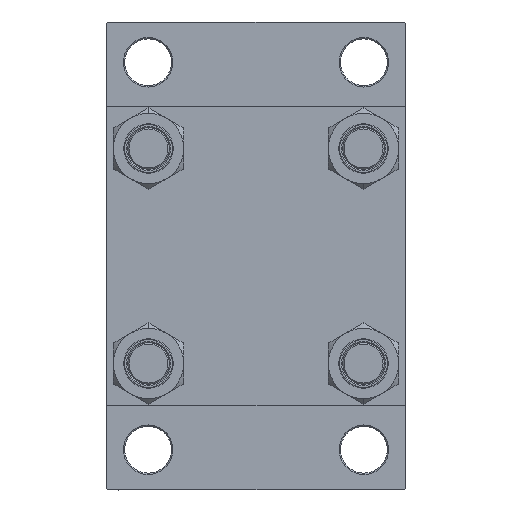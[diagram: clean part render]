
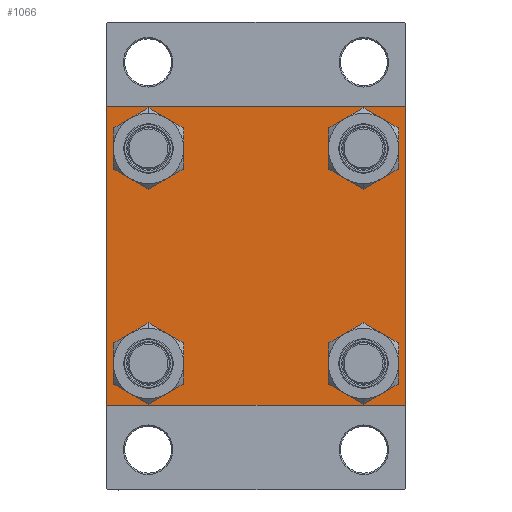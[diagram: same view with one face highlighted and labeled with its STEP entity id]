
A CAD part, left-side view. The second image highlights one B-rep face of the part: STEP entity #1066.
In plain terms, the highlighted planar face has unit normal (-1, 0, 0).
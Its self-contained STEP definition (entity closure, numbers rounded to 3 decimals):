
#42 = ORIENTED_EDGE ( 'NONE', *, *, #26827, .T. ) ;
#284 = VECTOR ( 'NONE', #16212, 1000. ) ;
#305 = CARTESIAN_POINT ( 'NONE',  ( 0., 57.5, -57.5 ) ) ;
#366 = DIRECTION ( 'NONE',  ( 0., -0.707, -0.707 ) ) ;
#708 = CIRCLE ( 'NONE', #33811, 8.5 ) ;
#965 = VERTEX_POINT ( 'NONE', #39116 ) ;
#1066 = ADVANCED_FACE ( 'NONE', ( #5622, #20325, #35013, #27794, #38879 ), #5850, .T. ) ;
#1207 = ORIENTED_EDGE ( 'NONE', *, *, #3231, .T. ) ;
#1948 = VERTEX_POINT ( 'NONE', #18695 ) ;
#2512 = CIRCLE ( 'NONE', #36367, 8.5 ) ;
#2896 = AXIS2_PLACEMENT_3D ( 'NONE', #8464, #37873, #27033 ) ;
#3129 = VECTOR ( 'NONE', #27435, 1000. ) ;
#3231 = EDGE_CURVE ( 'NONE', #13006, #35617, #708, .T. ) ;
#3284 = CARTESIAN_POINT ( 'NONE',  ( 0., -57.5, -57. ) ) ;
#3469 = CARTESIAN_POINT ( 'NONE',  ( 0., -41.35, -41.35 ) ) ;
#3647 = AXIS2_PLACEMENT_3D ( 'NONE', #3469, #25419, #14806 ) ;
#4208 = ORIENTED_EDGE ( 'NONE', *, *, #8496, .F. ) ;
#4209 = LINE ( 'NONE', #36756, #13261 ) ;
#4392 = CIRCLE ( 'NONE', #3647, 8.5 ) ;
#4444 = ORIENTED_EDGE ( 'NONE', *, *, #24753, .T. ) ;
#4734 = VECTOR ( 'NONE', #39977, 1000. ) ;
#4957 = EDGE_CURVE ( 'NONE', #23064, #30162, #42604, .T. ) ;
#5248 = CARTESIAN_POINT ( 'NONE',  ( 0., 57.5, 57.5 ) ) ;
#5622 = FACE_BOUND ( 'NONE', #45512, .T. ) ;
#5850 = PLANE ( 'NONE',  #34536 ) ;
#5912 = CARTESIAN_POINT ( 'NONE',  ( 0., 57.5, -57. ) ) ;
#6078 = DIRECTION ( 'NONE',  ( 0., 0., -1. ) ) ;
#6188 = DIRECTION ( 'NONE',  ( 0., 0., 1. ) ) ;
#6413 = DIRECTION ( 'NONE',  ( 1., 0., 0. ) ) ;
#6994 = EDGE_CURVE ( 'NONE', #35617, #13006, #46272, .T. ) ;
#7101 = AXIS2_PLACEMENT_3D ( 'NONE', #25023, #29110, #7403 ) ;
#7403 = DIRECTION ( 'NONE',  ( 0., 0., 1. ) ) ;
#7423 = ORIENTED_EDGE ( 'NONE', *, *, #9497, .T. ) ;
#7563 = DIRECTION ( 'NONE',  ( 1., 0., 0. ) ) ;
#8142 = ORIENTED_EDGE ( 'NONE', *, *, #32352, .T. ) ;
#8464 = CARTESIAN_POINT ( 'NONE',  ( 0., -41.35, 41.35 ) ) ;
#8496 = EDGE_CURVE ( 'NONE', #28197, #27327, #32996, .T. ) ;
#8853 = DIRECTION ( 'NONE',  ( 1., 0., 0. ) ) ;
#9497 = EDGE_CURVE ( 'NONE', #30162, #1948, #4209, .T. ) ;
#10247 = EDGE_LOOP ( 'NONE', ( #10804, #44753 ) ) ;
#10300 = EDGE_CURVE ( 'NONE', #31497, #28249, #26249, .T. ) ;
#10409 = ORIENTED_EDGE ( 'NONE', *, *, #6994, .T. ) ;
#10804 = ORIENTED_EDGE ( 'NONE', *, *, #13565, .T. ) ;
#11650 = DIRECTION ( 'NONE',  ( 0., 0., 1. ) ) ;
#11734 = CIRCLE ( 'NONE', #7101, 8.5 ) ;
#13000 = DIRECTION ( 'NONE',  ( 1., 0., 0. ) ) ;
#13006 = VERTEX_POINT ( 'NONE', #35156 ) ;
#13261 = VECTOR ( 'NONE', #366, 1000. ) ;
#13565 = EDGE_CURVE ( 'NONE', #41938, #20054, #2512, .T. ) ;
#14012 = CARTESIAN_POINT ( 'NONE',  ( 0., 57.25, 57.25 ) ) ;
#14034 = VERTEX_POINT ( 'NONE', #3284 ) ;
#14468 = EDGE_LOOP ( 'NONE', ( #10409, #1207 ) ) ;
#14806 = DIRECTION ( 'NONE',  ( 0., 0., 1. ) ) ;
#15013 = DIRECTION ( 'NONE',  ( 0., -1., 0. ) ) ;
#16212 = DIRECTION ( 'NONE',  ( 0., -0.707, 0.707 ) ) ;
#16945 = DIRECTION ( 'NONE',  ( 0., 0., 1. ) ) ;
#17451 = DIRECTION ( 'NONE',  ( 0., 0., 1. ) ) ;
#18695 = CARTESIAN_POINT ( 'NONE',  ( 0., 57., -57.5 ) ) ;
#19352 = CARTESIAN_POINT ( 'NONE',  ( 0., -57.25, -57.25 ) ) ;
#20054 = VERTEX_POINT ( 'NONE', #46626 ) ;
#20125 = AXIS2_PLACEMENT_3D ( 'NONE', #20830, #46615, #17451 ) ;
#20231 = CARTESIAN_POINT ( 'NONE',  ( 0., 41.35, 41.35 ) ) ;
#20325 = FACE_BOUND ( 'NONE', #45510, .T. ) ;
#20559 = DIRECTION ( 'NONE',  ( -1., 0., 0. ) ) ;
#20800 = CARTESIAN_POINT ( 'NONE',  ( 0., 0., 0. ) ) ;
#20830 = CARTESIAN_POINT ( 'NONE',  ( 0., 41.35, -41.35 ) ) ;
#22143 = EDGE_CURVE ( 'NONE', #965, #26632, #46769, .T. ) ;
#22697 = LINE ( 'NONE', #305, #28478 ) ;
#22937 = VECTOR ( 'NONE', #26903, 1000. ) ;
#23064 = VERTEX_POINT ( 'NONE', #43634 ) ;
#23085 = CARTESIAN_POINT ( 'NONE',  ( 0., -57., -57.5 ) ) ;
#24066 = CARTESIAN_POINT ( 'NONE',  ( 0., 41.35, 49.85 ) ) ;
#24333 = ORIENTED_EDGE ( 'NONE', *, *, #29455, .T. ) ;
#24405 = LINE ( 'NONE', #35486, #25952 ) ;
#24744 = AXIS2_PLACEMENT_3D ( 'NONE', #45719, #8853, #6188 ) ;
#24753 = EDGE_CURVE ( 'NONE', #28249, #31497, #4392, .T. ) ;
#25023 = CARTESIAN_POINT ( 'NONE',  ( 0., -41.35, 41.35 ) ) ;
#25093 = EDGE_CURVE ( 'NONE', #43643, #14034, #24405, .T. ) ;
#25419 = DIRECTION ( 'NONE',  ( 1., 0., 0. ) ) ;
#25952 = VECTOR ( 'NONE', #6078, 1000. ) ;
#26056 = ORIENTED_EDGE ( 'NONE', *, *, #44533, .T. ) ;
#26249 = CIRCLE ( 'NONE', #24744, 8.5 ) ;
#26632 = VERTEX_POINT ( 'NONE', #36084 ) ;
#26827 = EDGE_CURVE ( 'NONE', #43643, #27327, #36556, .T. ) ;
#26903 = DIRECTION ( 'NONE',  ( 0., 0.707, 0.707 ) ) ;
#27033 = DIRECTION ( 'NONE',  ( 0., 0., 1. ) ) ;
#27327 = VERTEX_POINT ( 'NONE', #33020 ) ;
#27435 = DIRECTION ( 'NONE',  ( 0., 0., -1. ) ) ;
#27794 = FACE_BOUND ( 'NONE', #10247, .T. ) ;
#27924 = CIRCLE ( 'NONE', #39477, 8.5 ) ;
#28002 = ORIENTED_EDGE ( 'NONE', *, *, #22143, .T. ) ;
#28197 = VERTEX_POINT ( 'NONE', #30231 ) ;
#28249 = VERTEX_POINT ( 'NONE', #30699 ) ;
#28478 = VECTOR ( 'NONE', #15013, 1000. ) ;
#29110 = DIRECTION ( 'NONE',  ( 1., 0., 0. ) ) ;
#29455 = EDGE_CURVE ( 'NONE', #47492, #14034, #41042, .T. ) ;
#29975 = CARTESIAN_POINT ( 'NONE',  ( 0., 41.35, -41.35 ) ) ;
#30162 = VERTEX_POINT ( 'NONE', #5912 ) ;
#30231 = CARTESIAN_POINT ( 'NONE',  ( 0., 57., 57.5 ) ) ;
#30240 = ORIENTED_EDGE ( 'NONE', *, *, #4957, .T. ) ;
#30699 = CARTESIAN_POINT ( 'NONE',  ( 0., -41.35, -32.85 ) ) ;
#31497 = VERTEX_POINT ( 'NONE', #38346 ) ;
#32352 = EDGE_CURVE ( 'NONE', #26632, #965, #11734, .T. ) ;
#32443 = ORIENTED_EDGE ( 'NONE', *, *, #10300, .T. ) ;
#32621 = CARTESIAN_POINT ( 'NONE',  ( 0., -57.5, 57. ) ) ;
#32996 = LINE ( 'NONE', #40454, #4734 ) ;
#33020 = CARTESIAN_POINT ( 'NONE',  ( 0., -57., 57.5 ) ) ;
#33320 = VECTOR ( 'NONE', #39313, 1000. ) ;
#33353 = EDGE_CURVE ( 'NONE', #28197, #23064, #47019, .T. ) ;
#33461 = EDGE_CURVE ( 'NONE', #20054, #41938, #27924, .T. ) ;
#33811 = AXIS2_PLACEMENT_3D ( 'NONE', #29975, #7563, #11650 ) ;
#34536 = AXIS2_PLACEMENT_3D ( 'NONE', #20800, #20559, #16945 ) ;
#35013 = FACE_BOUND ( 'NONE', #14468, .T. ) ;
#35097 = CARTESIAN_POINT ( 'NONE',  ( 0., 41.35, 41.35 ) ) ;
#35156 = CARTESIAN_POINT ( 'NONE',  ( 0., 41.35, -49.85 ) ) ;
#35164 = DIRECTION ( 'NONE',  ( 0., 0., 1. ) ) ;
#35486 = CARTESIAN_POINT ( 'NONE',  ( 0., -57.5, 57.5 ) ) ;
#35617 = VERTEX_POINT ( 'NONE', #38110 ) ;
#36084 = CARTESIAN_POINT ( 'NONE',  ( 0., -41.35, 49.85 ) ) ;
#36367 = AXIS2_PLACEMENT_3D ( 'NONE', #20231, #13000, #35164 ) ;
#36556 = LINE ( 'NONE', #38456, #22937 ) ;
#36756 = CARTESIAN_POINT ( 'NONE',  ( 0., 57.25, -57.25 ) ) ;
#37873 = DIRECTION ( 'NONE',  ( 1., 0., 0. ) ) ;
#38110 = CARTESIAN_POINT ( 'NONE',  ( 0., 41.35, -32.85 ) ) ;
#38346 = CARTESIAN_POINT ( 'NONE',  ( 0., -41.35, -49.85 ) ) ;
#38456 = CARTESIAN_POINT ( 'NONE',  ( 0., -57.25, 57.25 ) ) ;
#38879 = FACE_OUTER_BOUND ( 'NONE', #40945, .T. ) ;
#39116 = CARTESIAN_POINT ( 'NONE',  ( 0., -41.35, 32.85 ) ) ;
#39313 = DIRECTION ( 'NONE',  ( 0., 0.707, -0.707 ) ) ;
#39477 = AXIS2_PLACEMENT_3D ( 'NONE', #35097, #6413, #46176 ) ;
#39977 = DIRECTION ( 'NONE',  ( 0., -1., 0. ) ) ;
#40454 = CARTESIAN_POINT ( 'NONE',  ( 0., 57.5, 57.5 ) ) ;
#40945 = EDGE_LOOP ( 'NONE', ( #30240, #7423, #26056, #24333, #45536, #42, #4208, #46613 ) ) ;
#41042 = LINE ( 'NONE', #19352, #284 ) ;
#41938 = VERTEX_POINT ( 'NONE', #24066 ) ;
#42604 = LINE ( 'NONE', #5248, #3129 ) ;
#43634 = CARTESIAN_POINT ( 'NONE',  ( 0., 57.5, 57. ) ) ;
#43643 = VERTEX_POINT ( 'NONE', #32621 ) ;
#44533 = EDGE_CURVE ( 'NONE', #1948, #47492, #22697, .T. ) ;
#44753 = ORIENTED_EDGE ( 'NONE', *, *, #33461, .T. ) ;
#45510 = EDGE_LOOP ( 'NONE', ( #4444, #32443 ) ) ;
#45512 = EDGE_LOOP ( 'NONE', ( #8142, #28002 ) ) ;
#45536 = ORIENTED_EDGE ( 'NONE', *, *, #25093, .F. ) ;
#45719 = CARTESIAN_POINT ( 'NONE',  ( 0., -41.35, -41.35 ) ) ;
#46176 = DIRECTION ( 'NONE',  ( 0., 0., 1. ) ) ;
#46272 = CIRCLE ( 'NONE', #20125, 8.5 ) ;
#46613 = ORIENTED_EDGE ( 'NONE', *, *, #33353, .T. ) ;
#46615 = DIRECTION ( 'NONE',  ( 1., 0., 0. ) ) ;
#46626 = CARTESIAN_POINT ( 'NONE',  ( 0., 41.35, 32.85 ) ) ;
#46769 = CIRCLE ( 'NONE', #2896, 8.5 ) ;
#47019 = LINE ( 'NONE', #14012, #33320 ) ;
#47492 = VERTEX_POINT ( 'NONE', #23085 ) ;
